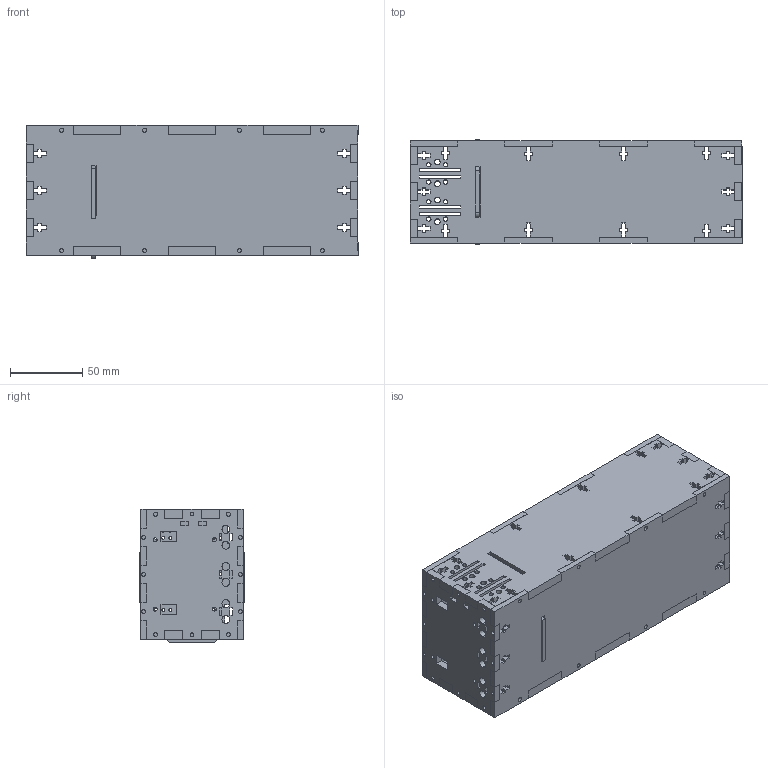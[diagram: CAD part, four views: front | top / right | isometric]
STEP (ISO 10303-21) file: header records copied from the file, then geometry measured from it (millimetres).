
FILE_DESCRIPTION (( 'STEP AP214' ), '1' );
FILE_NAME ('KUKA_KiPo 6S1P 16000mAh.STEP', '2025-03-22T20:22:21', ( '' ), ( '' ), 'SwSTEP 2.0', 'SolidWorks 2021', '' );
FILE_SCHEMA (( 'AUTOMOTIVE_DESIGN' ));
Length unit declared in the file: millimetre
Products named in the file (5): KUKA_KiPo 6S1P 16000mAh; BottomPanel; Repaired_FrontPanel_-00; Part1; Repaired_SidePanel_-00
Assembly tree (7 placements, depth 2):
  KUKA_KiPo 6S1P 16000mAh
    BottomPanel  x2
    Part1
    Repaired_FrontPanel_-00  x2
    Repaired_SidePanel_-00  x2
Bounding box: 230 x 73 x 92.17 mm (x, y, z)
Volume: 398288.3 mm3; surface area: 200619.1 mm2
Topology: 7 solids, 7 shells, 1370 faces, 4068 edges, 2712 vertices
Faces by surface type: plane 926, cylinder 444
Entity records: 29126 total; most frequent: CARTESIAN_POINT 4986, ORIENTED_EDGE 4968, DIRECTION 4896, EDGE_CURVE 2484, VECTOR 1764, LINE 1764, VERTEX_POINT 1656, AXIS2_PLACEMENT_3D 1566
